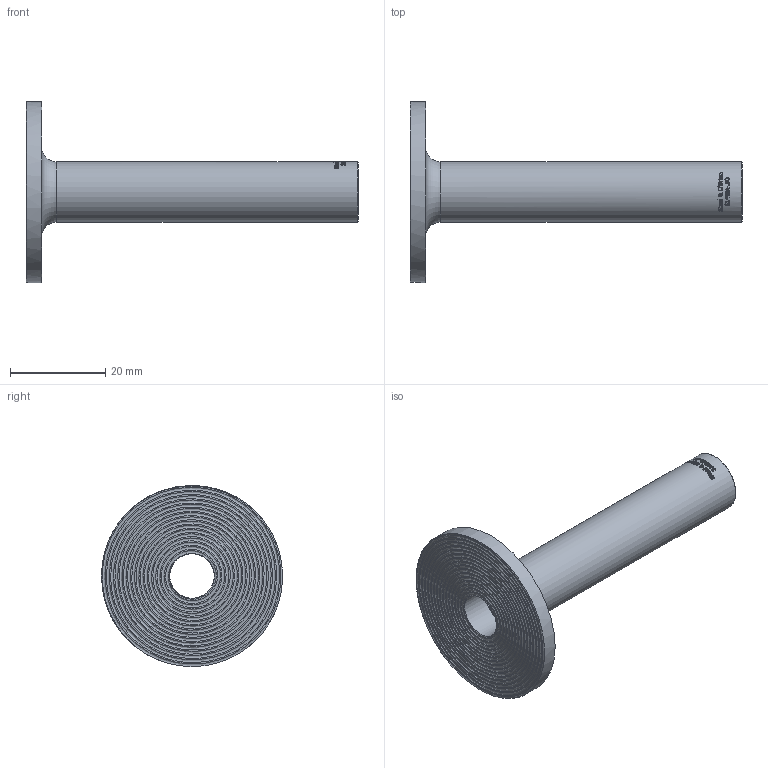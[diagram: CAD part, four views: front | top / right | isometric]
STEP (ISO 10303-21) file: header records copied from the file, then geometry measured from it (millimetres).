
FILE_DESCRIPTION(/* description */ (''),/* implementation_level */ '2;1');
FILE_NAME(/* name */ 'S14WA-.50.stp',/* time_stamp */ '2018-11-26T13:22:05-05:00',/* author */ ('rick'),/* organization */ (''),/* preprocessor_version */ 'ST-DEVELOPER v15.2',/* originating_system */ 'Autodesk Inventor 2014',/* authorisation */ '');
FILE_SCHEMA (('AUTOMOTIVE_DESIGN { 1 0 10303 214 3 1 1 }'));
Length unit declared in the file: inch
Products named in the file (1): S14WA-.50
Bounding box: 69.85 x 38.1 x 38.1 mm (x, y, z)
Volume: 7347.1 mm3; surface area: 7331.2 mm2
Topology: 1 solids, 1 shells, 358 faces, 959 edges, 638 vertices
Faces by surface type: bspline 162, plane 152, cylinder 38, torus 6
Full cylindrical faces by diameter (mm): 9.398 x2, 12.7 x1, 38.1 x1
Entity records: 16370 total; most frequent: CARTESIAN_POINT 8332, ORIENTED_EDGE 1890, DIRECTION 1208, EDGE_CURVE 945, VERTEX_POINT 634, LINE 420, VECTOR 420, EDGE_LOOP 405
